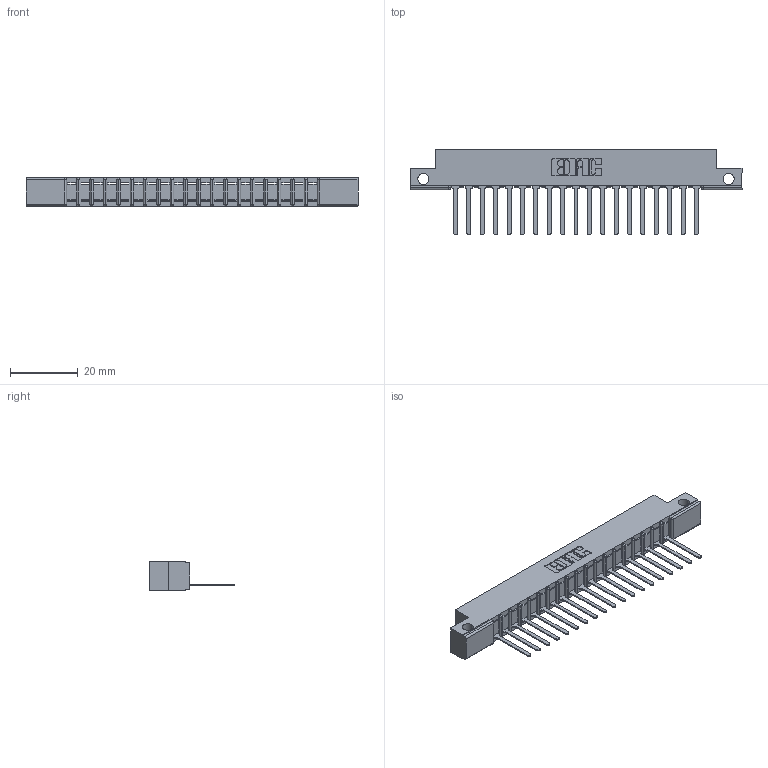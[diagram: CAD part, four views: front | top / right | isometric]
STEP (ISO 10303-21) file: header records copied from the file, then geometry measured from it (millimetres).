
FILE_DESCRIPTION (( 'STEP AP203' ), '1' );
FILE_NAME ('307-019-447-112.STEP', '2020-09-27T00:19:50', ( '' ), ( '' ), 'SwSTEP 2.0', 'SolidWorks 2020', '' );
FILE_SCHEMA (( 'CONFIG_CONTROL_DESIGN' ));
Length unit declared in the file: inch
Products named in the file (3): 307-290-001_547; 307 Part_.128 Dia Side Mounting Holes; 307-019-447-112
Assembly tree (20 placements, depth 2):
  307-019-447-112
    307 Part_.128 Dia Side Mounting Holes
    307-290-001_547  x19
Bounding box: 98.3 x 25.43 x 8.71 mm (x, y, z)
Volume: 6181.6 mm3; surface area: 9580.6 mm2
Topology: 20 solids, 20 shells, 1202 faces, 3401 edges, 2186 vertices
Faces by surface type: plane 773, cylinder 389, sphere 40
Entity records: 19094 total; most frequent: CARTESIAN_POINT 3208, ORIENTED_EDGE 3194, DIRECTION 3133, EDGE_CURVE 1597, VECTOR 1215, LINE 1215, VERTEX_POINT 1034, AXIS2_PLACEMENT_3D 959
